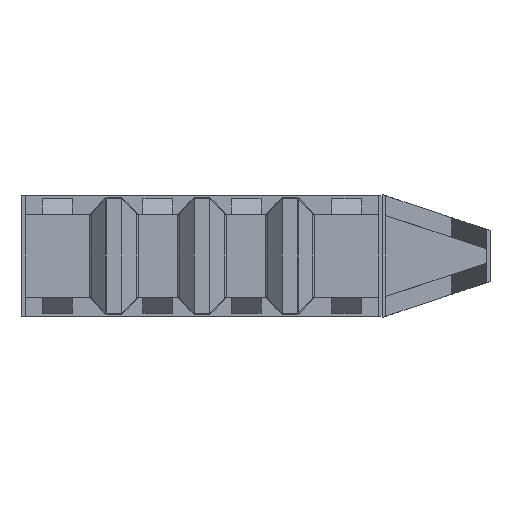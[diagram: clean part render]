
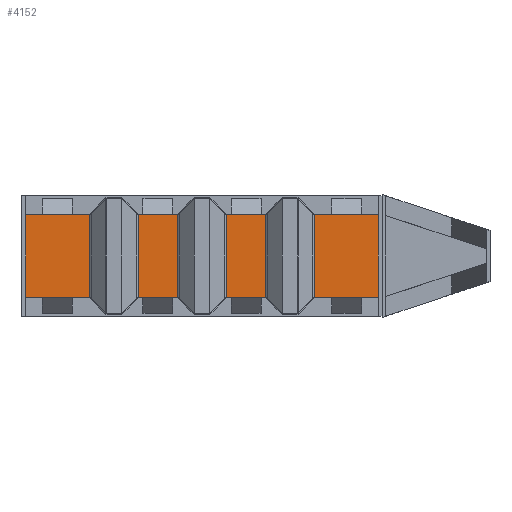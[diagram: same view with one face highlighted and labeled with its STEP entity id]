
A CAD part, front view. The second image highlights one B-rep face of the part: STEP entity #4152.
In plain terms, the highlighted planar face has unit normal (0, -1, 0).
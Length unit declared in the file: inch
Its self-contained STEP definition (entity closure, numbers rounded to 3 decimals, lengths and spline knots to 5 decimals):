
#386 = DIRECTION ( 'NONE',  ( -1., 0., 0. ) ) ;
#593 = FACE_OUTER_BOUND ( 'NONE', #4616, .T. ) ;
#915 = CARTESIAN_POINT ( 'NONE',  ( 11.75, -0.25, 2.77 ) ) ;
#1121 = LINE ( 'NONE', #10099, #8256 ) ;
#1723 = DIRECTION ( 'NONE',  ( 0., 0., 1. ) ) ;
#1813 = CARTESIAN_POINT ( 'NONE',  ( -11.75, -0.25, -2.77 ) ) ;
#1975 = VECTOR ( 'NONE', #7133, 39.37008 ) ;
#2061 = DIRECTION ( 'NONE',  ( 1., 0., 0. ) ) ;
#2240 = VERTEX_POINT ( 'NONE', #915 ) ;
#2893 = ORIENTED_EDGE ( 'NONE', *, *, #5296, .F. ) ;
#3128 = VERTEX_POINT ( 'NONE', #3160 ) ;
#3160 = CARTESIAN_POINT ( 'NONE',  ( -11.75, -0.25, 2.77 ) ) ;
#4089 = VERTEX_POINT ( 'NONE', #1813 ) ;
#4152 = ADVANCED_FACE ( 'NONE', ( #593 ), #4871, .T. ) ;
#4336 = CARTESIAN_POINT ( 'NONE',  ( 11.75, -0.25, -2.77 ) ) ;
#4446 = ORIENTED_EDGE ( 'NONE', *, *, #10332, .F. ) ;
#4616 = EDGE_LOOP ( 'NONE', ( #10786, #4446, #12759, #2893 ) ) ;
#4718 = CARTESIAN_POINT ( 'NONE',  ( -11.75, -0.25, 0. ) ) ;
#4871 = PLANE ( 'NONE',  #12371 ) ;
#5123 = CARTESIAN_POINT ( 'NONE',  ( 11.75, -0.25, 0. ) ) ;
#5125 = DIRECTION ( 'NONE',  ( 0., -1., 0. ) ) ;
#5296 = EDGE_CURVE ( 'NONE', #10247, #4089, #7435, .T. ) ;
#5464 = VECTOR ( 'NONE', #1723, 39.37008 ) ;
#6231 = EDGE_CURVE ( 'NONE', #2240, #10247, #9000, .T. ) ;
#7133 = DIRECTION ( 'NONE',  ( 0., 0., -1. ) ) ;
#7435 = LINE ( 'NONE', #11572, #8448 ) ;
#7587 = EDGE_CURVE ( 'NONE', #4089, #3128, #12661, .T. ) ;
#8256 = VECTOR ( 'NONE', #2061, 39.37008 ) ;
#8448 = VECTOR ( 'NONE', #386, 39.37008 ) ;
#9000 = LINE ( 'NONE', #5123, #1975 ) ;
#9060 = DIRECTION ( 'NONE',  ( 0., 0., -1. ) ) ;
#10099 = CARTESIAN_POINT ( 'NONE',  ( 0., -0.25, 2.77 ) ) ;
#10247 = VERTEX_POINT ( 'NONE', #4336 ) ;
#10332 = EDGE_CURVE ( 'NONE', #3128, #2240, #1121, .T. ) ;
#10786 = ORIENTED_EDGE ( 'NONE', *, *, #6231, .F. ) ;
#11572 = CARTESIAN_POINT ( 'NONE',  ( 0., -0.25, -2.77 ) ) ;
#12195 = CARTESIAN_POINT ( 'NONE',  ( 0., -0.25, 0. ) ) ;
#12371 = AXIS2_PLACEMENT_3D ( 'NONE', #12195, #5125, #9060 ) ;
#12661 = LINE ( 'NONE', #4718, #5464 ) ;
#12759 = ORIENTED_EDGE ( 'NONE', *, *, #7587, .F. ) ;
